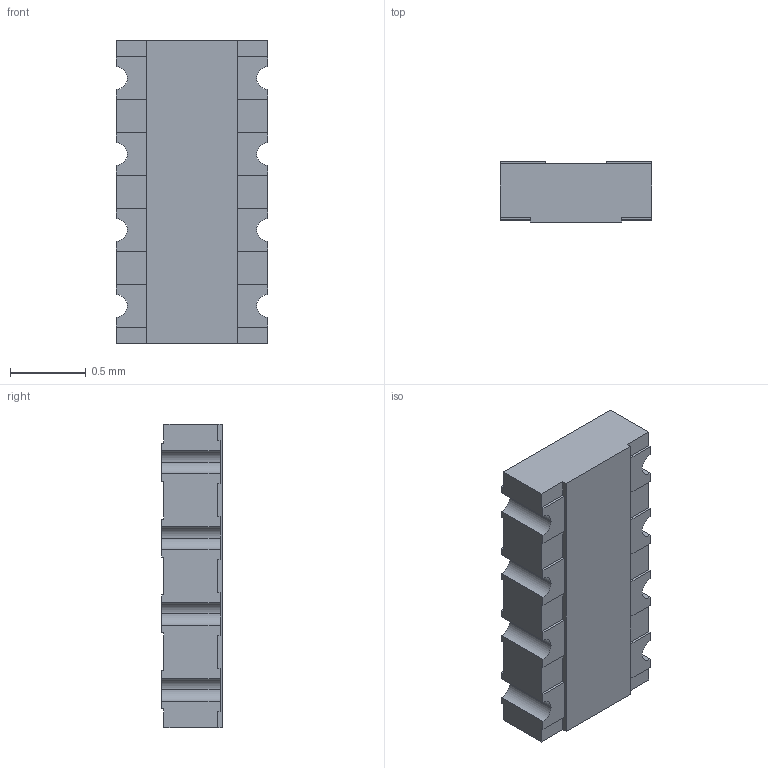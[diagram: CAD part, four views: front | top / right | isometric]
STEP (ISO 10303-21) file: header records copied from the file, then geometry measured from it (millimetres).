
FILE_DESCRIPTION(('STEP AP242'),'1');
FILE_NAME('cat10-103j4lf.stp','2022-04-21T11:02:02',('TraceParts'),('TraceParts S.A.'),'Spatial InterOp 3D',' ',' ');
FILE_SCHEMA(('AP242_MANAGED_MODEL_BASED_3D_ENGINEERING_MIM_LF {1 0 10303 442 1 1 4}'));
Length unit declared in the file: millimetre
Products named in the file (1): cat10-103j4lf
Bounding box: 1 x 0.4 x 2 mm (x, y, z)
Volume: 0.7 mm3; surface area: 6.6 mm2
Topology: 1 solids, 1 shells, 98 faces, 288 edges, 192 vertices
Faces by surface type: plane 82, cylinder 16
Entity records: 3239 total; most frequent: CARTESIAN_POINT 579, ORIENTED_EDGE 576, DIRECTION 518, EDGE_CURVE 288, LINE 256, VECTOR 256, VERTEX_POINT 192, AXIS2_PLACEMENT_3D 131
